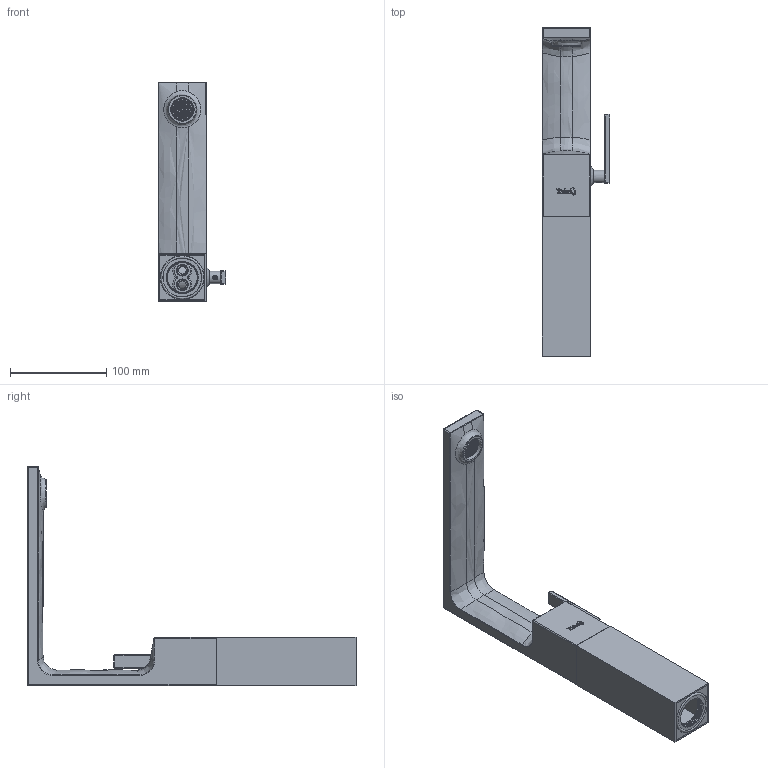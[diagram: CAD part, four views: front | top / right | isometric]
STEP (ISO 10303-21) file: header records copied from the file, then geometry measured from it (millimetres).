
FILE_DESCRIPTION(/* description */ (''),/* implementation_level */ '2;1');
FILE_NAME(/* name */ 'RFL01 3D.stp',/* time_stamp */ '2019-11-06T11:15:10-05:00',/* author */ ('pcossett'),/* organization */ (''),/* preprocessor_version */ 'ST-DEVELOPER v16.13',/* originating_system */ 'Autodesk Inventor 2018',/* authorisation */ '');
FILE_SCHEMA (('AUTOMOTIVE_DESIGN { 1 0 10303 214 3 1 1 }'));
Products named in the file (23): RFL01; 9337-12; 010-320; 010-320_1; 010-320_2; 010-320_3; 305-320; 5620; 055-020; 217-314; 1120; 152-040; 002-220; 390-159; 401-220; 401-220-1; 401-220-2; 401-220-3; 401-220-4; 401-220-5; 225-400; 6693; 218-080
Assembly tree (25 placements, depth 4):
  RFL01
    9337-12
      010-320
        010-320_1
        010-320_2
        010-320_3
      305-320
      5620
        055-020
        217-314
      1120
        152-040
        002-220
        390-159
      401-220
        401-220-1
        401-220-2
        401-220-3
        401-220-4
        401-220-5
      225-400
      6693
      218-080  x4
Bounding box: 70.1 x 342.6 x 228 mm (x, y, z)
Volume: 240194.2 mm3; surface area: 206022.9 mm2
Topology: 20 solids, 209 shells, 5139 faces, 12916 edges, 8390 vertices
Faces by surface type: plane 3227, cone 607, cylinder 579, bspline 450, torus 224, sphere 52
Full cylindrical faces by diameter (mm): 1.959 x1, 2 x1, 2.307 x1, 2.621 x1, 3 x3, 3.2 x2, 3.4 x2, 4.5 x3, 11 x2, 12 x2, 13 x1, 13.9 x1, 13.95 x1, 16 x1, 17 x1, 17.1 x1, 17.8 x1, 17.84 x1, 19 x1, 19.5 x1, 21.95 x1, 22.095 x1, 22.5 x1, 22.55 x1, 22.918 x4, 24.5 x2, 24.95 x1, 25.3 x2, 25.7 x1, 28.918 x5
Entity records: 194366 total; most frequent: CARTESIAN_POINT 72592, ORIENTED_EDGE 25370, DIRECTION 23044, EDGE_CURVE 12685, VERTEX_POINT 8307, AXIS2_PLACEMENT_3D 8026, LINE 6992, VECTOR 6992
